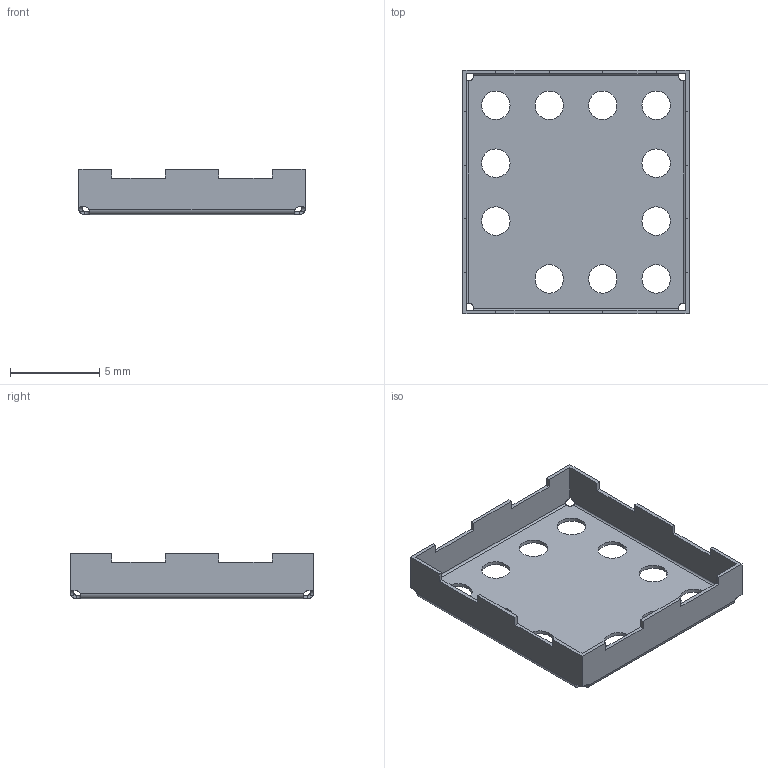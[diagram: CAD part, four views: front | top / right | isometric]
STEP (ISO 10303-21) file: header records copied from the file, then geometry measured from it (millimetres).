
FILE_DESCRIPTION((''),'2;1');
FILE_NAME('C-2118706-2','2017-02-27T',('workeradm'),('Tyco Electronics Ltd.'),'CREO PARAMETRIC BY PTC INC, 2016050','CREO PARAMETRIC BY PTC INC, 2016050','');
FILE_SCHEMA(('AUTOMOTIVE_DESIGN { 1 0 10303 214 1 1 1 1 }'));
Length unit declared in the file: millimetre
Products named in the file (1): C-2118706-2
Bounding box: 12.7 x 13.66 x 2.54 mm (x, y, z)
Volume: 50.9 mm3; surface area: 534 mm2
Topology: 1 solids, 1 shells, 96 faces, 306 edges, 204 vertices
Faces by surface type: plane 54, cylinder 42
Entity records: 3650 total; most frequent: CARTESIAN_POINT 644, ORIENTED_EDGE 612, DIRECTION 574, EDGE_CURVE 306, VECTOR 214, LINE 214, VERTEX_POINT 204, AXIS2_PLACEMENT_3D 180
